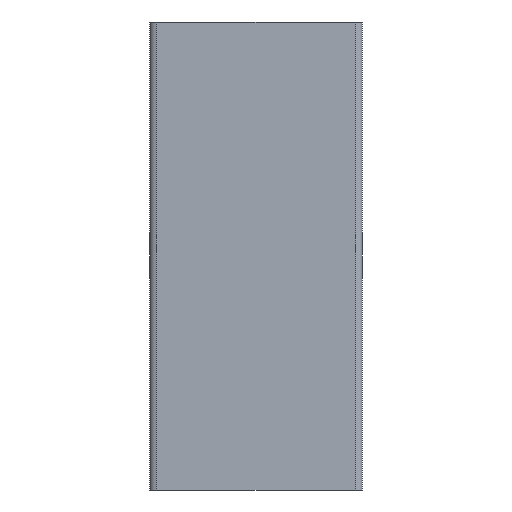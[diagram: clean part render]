
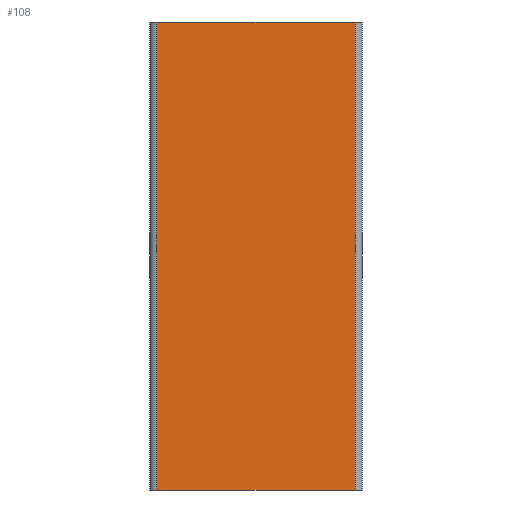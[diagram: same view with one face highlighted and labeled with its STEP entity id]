
A CAD part, front view. The second image highlights one B-rep face of the part: STEP entity #108.
In plain terms, the highlighted planar face has unit normal (0, -1, 0).
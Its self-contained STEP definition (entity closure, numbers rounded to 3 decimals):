
#108=ADVANCED_FACE('',(#393),#250,.T.);
#250=PLANE('',#3450);
#393=FACE_OUTER_BOUND('',#537,.T.);
#537=EDGE_LOOP('',(#997,#998,#999,#1000));
#997=ORIENTED_EDGE('',*,*,#1798,.F.);
#998=ORIENTED_EDGE('',*,*,#1716,.T.);
#999=ORIENTED_EDGE('',*,*,#1763,.F.);
#1000=ORIENTED_EDGE('',*,*,#1710,.T.);
#1444=VERTEX_POINT('',#4642);
#1446=VERTEX_POINT('',#4645);
#1449=VERTEX_POINT('',#4652);
#1451=VERTEX_POINT('',#4656);
#1710=EDGE_CURVE('',#1446,#1444,#2339,.T.);
#1716=EDGE_CURVE('',#1449,#1451,#2342,.T.);
#1763=EDGE_CURVE('',#1446,#1451,#2389,.T.);
#1798=EDGE_CURVE('',#1449,#1444,#2424,.T.);
#2339=LINE('',#4644,#2767);
#2342=LINE('',#4657,#2770);
#2389=LINE('',#4745,#2817);
#2424=LINE('',#4812,#2852);
#2767=VECTOR('',#3803,1.);
#2770=VECTOR('',#3814,1.);
#2817=VECTOR('',#3869,1.);
#2852=VECTOR('',#3922,1.);
#3450=AXIS2_PLACEMENT_3D('',#4854,#3972,#3973);
#3803=DIRECTION('',(0.,0.,1.));
#3814=DIRECTION('',(0.,0.,-1.));
#3869=DIRECTION('',(-1.,0.,0.));
#3922=DIRECTION('',(1.,0.,0.));
#3972=DIRECTION('',(0.,-1.,0.));
#3973=DIRECTION('',(0.,0.,-1.));
#4642=CARTESIAN_POINT('',(7.3,-6.575,0.));
#4644=CARTESIAN_POINT('',(7.3,-6.575,0.095));
#4645=CARTESIAN_POINT('',(7.3,-6.575,-34.4));
#4652=CARTESIAN_POINT('',(-7.3,-6.575,0.));
#4656=CARTESIAN_POINT('',(-7.3,-6.575,-34.4));
#4657=CARTESIAN_POINT('',(-7.3,-6.575,0.095));
#4745=CARTESIAN_POINT('',(7.3,-6.575,-34.4));
#4812=CARTESIAN_POINT('',(-7.3,-6.575,0.));
#4854=CARTESIAN_POINT('',(-8.03,-6.575,0.095));
